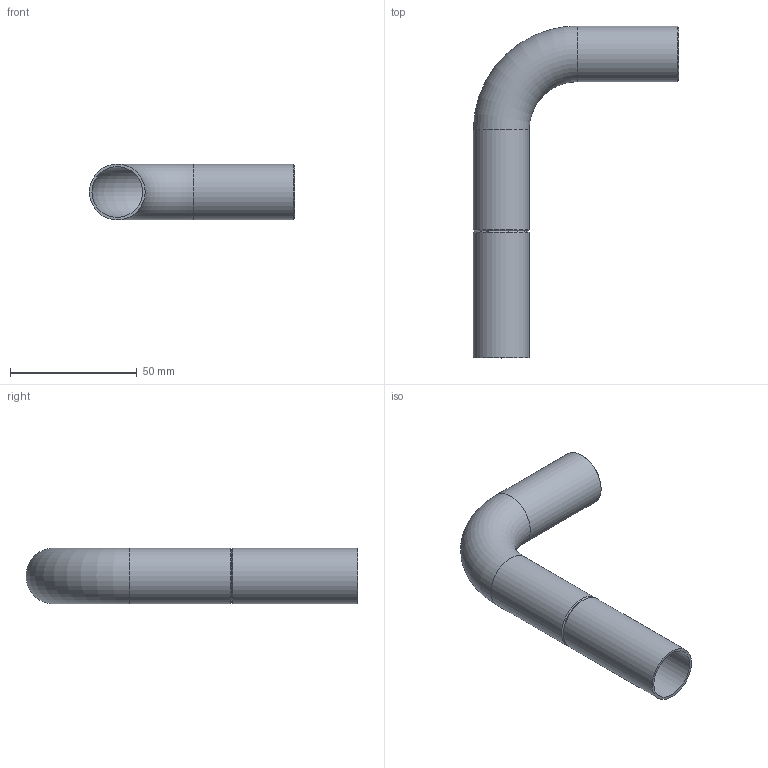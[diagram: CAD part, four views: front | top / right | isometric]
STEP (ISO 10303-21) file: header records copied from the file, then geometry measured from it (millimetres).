
FILE_DESCRIPTION(/* description */ (''),/* implementation_level */ '2;1');
FILE_NAME(/* name */ '30404.stp',/* time_stamp */ '2014-04-01T19:30:58+02:00',/* author */ ('bruh'),/* organization */ (''),/* preprocessor_version */ 'ST-DEVELOPER v15.2',/* originating_system */ 'Autodesk Inventor 2014',/* authorisation */ '');
FILE_SCHEMA (('AUTOMOTIVE_DESIGN { 1 0 10303 214 3 1 1 }'));
Length unit declared in the file: millimetre
Products named in the file (2): 30404
Bounding box: 81 x 131 x 22 mm (x, y, z)
Volume: 11661.1 mm3; surface area: 23511.5 mm2
Topology: 1 solids, 1 shells, 13 faces, 25 edges, 14 vertices
Faces by surface type: cylinder 5, cone 4, torus 2, plane 2
Full cylindrical faces by diameter (mm): 20 x2, 22 x3
Entity records: 308 total; most frequent: DIRECTION 58, CARTESIAN_POINT 42, AXIS2_PLACEMENT_3D 29, EDGE_LOOP 26, ORIENTED_EDGE 26, FACE_BOUND 14, CIRCLE 13, VERTEX_POINT 13
